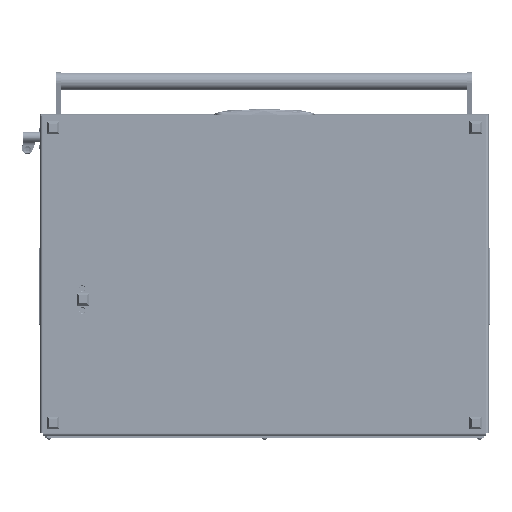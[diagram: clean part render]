
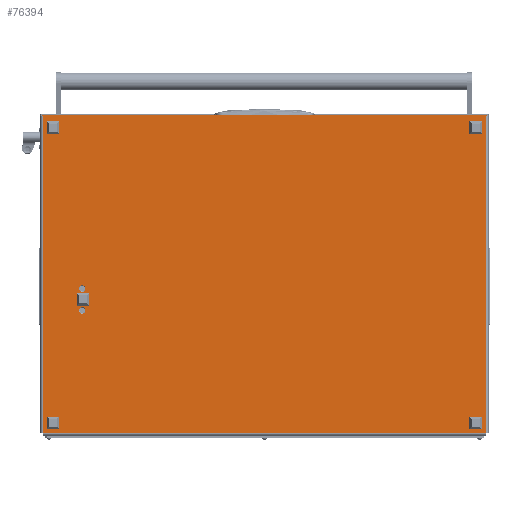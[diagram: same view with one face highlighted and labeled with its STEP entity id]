
A CAD part, front view. The second image highlights one B-rep face of the part: STEP entity #76394.
In plain terms, the highlighted face is planar.
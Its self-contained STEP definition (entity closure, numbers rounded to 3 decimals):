
#944 = CIRCLE ( 'NONE', #144765, 5.2 ) ;
#1385 = CIRCLE ( 'NONE', #4018, 5.2 ) ;
#2481 = ORIENTED_EDGE ( 'NONE', *, *, #41545, .T. ) ;
#4018 = AXIS2_PLACEMENT_3D ( 'NONE', #79020, #150209, #66416 ) ;
#4074 = EDGE_LOOP ( 'NONE', ( #111024, #75946 ) ) ;
#6720 = ORIENTED_EDGE ( 'NONE', *, *, #88419, .T. ) ;
#9071 = ORIENTED_EDGE ( 'NONE', *, *, #101721, .F. ) ;
#12810 = CARTESIAN_POINT ( 'NONE',  ( -2., 710., 0. ) ) ;
#13379 = ORIENTED_EDGE ( 'NONE', *, *, #44102, .F. ) ;
#16809 = DIRECTION ( 'NONE',  ( 0., -1., 0. ) ) ;
#17330 = DIRECTION ( 'NONE',  ( 1., 0., 0. ) ) ;
#17474 = ORIENTED_EDGE ( 'NONE', *, *, #133551, .T. ) ;
#21748 = CARTESIAN_POINT ( 'NONE',  ( 269.8, 645., 0. ) ) ;
#22825 = DIRECTION ( 'NONE',  ( -1., 0., 0. ) ) ;
#24063 = LINE ( 'NONE', #105492, #52672 ) ;
#24664 = CARTESIAN_POINT ( 'NONE',  ( 0., 710., 0. ) ) ;
#30901 = EDGE_CURVE ( 'NONE', #99448, #82875, #143249, .T. ) ;
#33115 = CARTESIAN_POINT ( 'NONE',  ( 506., 0., 0. ) ) ;
#35021 = CARTESIAN_POINT ( 'NONE',  ( 0., 708., 0. ) ) ;
#39191 = PLANE ( 'NONE',  #54476 ) ;
#39946 = CARTESIAN_POINT ( 'NONE',  ( 0., -2., 0. ) ) ;
#40723 = DIRECTION ( 'NONE',  ( -1., 0., 0. ) ) ;
#41545 = EDGE_CURVE ( 'NONE', #47549, #143395, #104465, .T. ) ;
#41912 = AXIS2_PLACEMENT_3D ( 'NONE', #66987, #115272, #139680 ) ;
#44102 = EDGE_CURVE ( 'NONE', #55228, #50651, #64734, .T. ) ;
#44375 = DIRECTION ( 'NONE',  ( 0., 1., 0. ) ) ;
#46087 = DIRECTION ( 'NONE',  ( -1., 0., 0. ) ) ;
#47322 = ORIENTED_EDGE ( 'NONE', *, *, #99261, .F. ) ;
#47549 = VERTEX_POINT ( 'NONE', #62577 ) ;
#50651 = VERTEX_POINT ( 'NONE', #33115 ) ;
#51155 = VECTOR ( 'NONE', #44375, 1000. ) ;
#51783 = DIRECTION ( 'NONE',  ( 0., 0., -1. ) ) ;
#52574 = DIRECTION ( 'NONE',  ( 0., 0., -1. ) ) ;
#52672 = VECTOR ( 'NONE', #119707, 1000. ) ;
#53352 = DIRECTION ( 'NONE',  ( -1., 0., 0. ) ) ;
#54476 = AXIS2_PLACEMENT_3D ( 'NONE', #94718, #131084, #22825 ) ;
#55228 = VERTEX_POINT ( 'NONE', #132133 ) ;
#58790 = LINE ( 'NONE', #118126, #138718 ) ;
#62577 = CARTESIAN_POINT ( 'NONE',  ( -2., -2., 0. ) ) ;
#63642 = CARTESIAN_POINT ( 'NONE',  ( 315.2, 645., 0. ) ) ;
#64734 = LINE ( 'NONE', #113006, #132121 ) ;
#65050 = VERTEX_POINT ( 'NONE', #63642 ) ;
#65098 = VECTOR ( 'NONE', #16809, 1000. ) ;
#66416 = DIRECTION ( 'NONE',  ( -1., 0., 0. ) ) ;
#66987 = CARTESIAN_POINT ( 'NONE',  ( 310., 645., 0. ) ) ;
#67503 = VERTEX_POINT ( 'NONE', #21748 ) ;
#68910 = EDGE_LOOP ( 'NONE', ( #87342, #129360, #2481, #17474, #89118, #150345, #6720, #13379 ) ) ;
#69826 = DIRECTION ( 'NONE',  ( 0., 1., 0. ) ) ;
#71234 = LINE ( 'NONE', #24664, #85756 ) ;
#72971 = VERTEX_POINT ( 'NONE', #122140 ) ;
#74009 = EDGE_CURVE ( 'NONE', #124977, #47549, #124518, .T. ) ;
#75946 = ORIENTED_EDGE ( 'NONE', *, *, #122619, .F. ) ;
#76003 = LINE ( 'NONE', #125092, #65098 ) ;
#76394 = ADVANCED_FACE ( 'NONE', ( #107402, #98444, #131866 ), #39191, .T. ) ;
#78323 = EDGE_CURVE ( 'NONE', #119235, #65050, #110081, .T. ) ;
#79020 = CARTESIAN_POINT ( 'NONE',  ( 275., 645., 0. ) ) ;
#82324 = DIRECTION ( 'NONE',  ( 1., 0., 0. ) ) ;
#82875 = VERTEX_POINT ( 'NONE', #127078 ) ;
#85756 = VECTOR ( 'NONE', #82324, 1000. ) ;
#87342 = ORIENTED_EDGE ( 'NONE', *, *, #116841, .F. ) ;
#88419 = EDGE_CURVE ( 'NONE', #99448, #50651, #76003, .T. ) ;
#89118 = ORIENTED_EDGE ( 'NONE', *, *, #130293, .F. ) ;
#94135 = AXIS2_PLACEMENT_3D ( 'NONE', #135529, #52574, #40723 ) ;
#94718 = CARTESIAN_POINT ( 'NONE',  ( 0., 708., 0. ) ) ;
#98444 = FACE_BOUND ( 'NONE', #4074, .T. ) ;
#99261 = EDGE_CURVE ( 'NONE', #67503, #72971, #1385, .T. ) ;
#99448 = VERTEX_POINT ( 'NONE', #146095 ) ;
#101721 = EDGE_CURVE ( 'NONE', #72971, #67503, #944, .T. ) ;
#104465 = LINE ( 'NONE', #154148, #51155 ) ;
#104538 = EDGE_LOOP ( 'NONE', ( #47322, #9071 ) ) ;
#105492 = CARTESIAN_POINT ( 'NONE',  ( 0., -4., 0. ) ) ;
#107402 = FACE_BOUND ( 'NONE', #104538, .T. ) ;
#110081 = CIRCLE ( 'NONE', #41912, 5.2 ) ;
#110835 = CARTESIAN_POINT ( 'NONE',  ( 304.8, 645., 0. ) ) ;
#111024 = ORIENTED_EDGE ( 'NONE', *, *, #78323, .F. ) ;
#111872 = DIRECTION ( 'NONE',  ( -1., 0., 0. ) ) ;
#113006 = CARTESIAN_POINT ( 'NONE',  ( 0., 0., 0. ) ) ;
#115272 = DIRECTION ( 'NONE',  ( 0., 0., -1. ) ) ;
#116841 = EDGE_CURVE ( 'NONE', #124977, #55228, #58790, .T. ) ;
#117868 = VECTOR ( 'NONE', #111872, 1000. ) ;
#118126 = CARTESIAN_POINT ( 'NONE',  ( 0., -4., 0. ) ) ;
#119235 = VERTEX_POINT ( 'NONE', #110835 ) ;
#119707 = DIRECTION ( 'NONE',  ( 0., 1., 0. ) ) ;
#122140 = CARTESIAN_POINT ( 'NONE',  ( 280.2, 645., 0. ) ) ;
#122619 = EDGE_CURVE ( 'NONE', #65050, #119235, #134544, .T. ) ;
#124518 = LINE ( 'NONE', #39946, #117868 ) ;
#124977 = VERTEX_POINT ( 'NONE', #132289 ) ;
#125092 = CARTESIAN_POINT ( 'NONE',  ( 506., 708., 0. ) ) ;
#127078 = CARTESIAN_POINT ( 'NONE',  ( 0., 708., 0. ) ) ;
#129360 = ORIENTED_EDGE ( 'NONE', *, *, #74009, .T. ) ;
#130293 = EDGE_CURVE ( 'NONE', #82875, #137132, #24063, .T. ) ;
#131084 = DIRECTION ( 'NONE',  ( 0., 0., -1. ) ) ;
#131866 = FACE_OUTER_BOUND ( 'NONE', #68910, .T. ) ;
#132121 = VECTOR ( 'NONE', #17330, 1000. ) ;
#132133 = CARTESIAN_POINT ( 'NONE',  ( 0., 0., 0. ) ) ;
#132289 = CARTESIAN_POINT ( 'NONE',  ( 0., -2., 0. ) ) ;
#133551 = EDGE_CURVE ( 'NONE', #143395, #137132, #71234, .T. ) ;
#134544 = CIRCLE ( 'NONE', #94135, 5.2 ) ;
#135529 = CARTESIAN_POINT ( 'NONE',  ( 310., 645., 0. ) ) ;
#137132 = VERTEX_POINT ( 'NONE', #141089 ) ;
#138718 = VECTOR ( 'NONE', #69826, 1000. ) ;
#139680 = DIRECTION ( 'NONE',  ( -1., 0., 0. ) ) ;
#141089 = CARTESIAN_POINT ( 'NONE',  ( 0., 710., 0. ) ) ;
#143249 = LINE ( 'NONE', #35021, #149598 ) ;
#143395 = VERTEX_POINT ( 'NONE', #12810 ) ;
#144765 = AXIS2_PLACEMENT_3D ( 'NONE', #147363, #51783, #53352 ) ;
#146095 = CARTESIAN_POINT ( 'NONE',  ( 506., 708., 0. ) ) ;
#147363 = CARTESIAN_POINT ( 'NONE',  ( 275., 645., 0. ) ) ;
#149598 = VECTOR ( 'NONE', #46087, 1000. ) ;
#150209 = DIRECTION ( 'NONE',  ( 0., 0., -1. ) ) ;
#150345 = ORIENTED_EDGE ( 'NONE', *, *, #30901, .F. ) ;
#154148 = CARTESIAN_POINT ( 'NONE',  ( -2., -4., 0. ) ) ;
